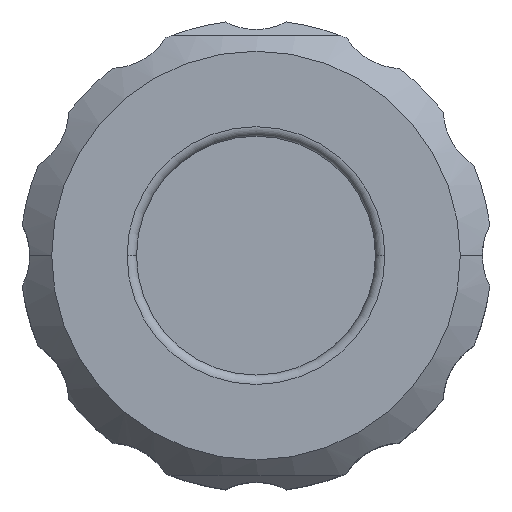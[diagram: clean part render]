
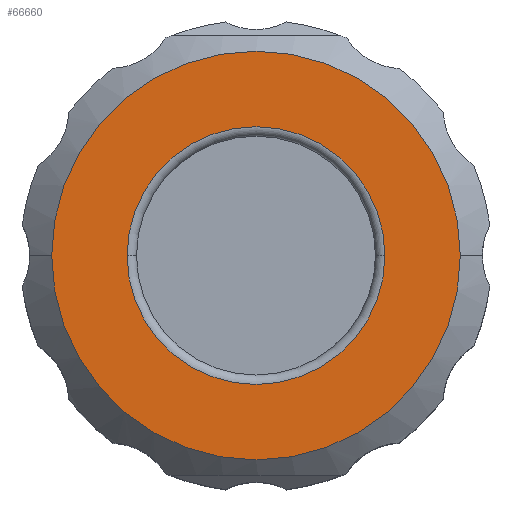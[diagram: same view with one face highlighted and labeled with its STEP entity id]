
A CAD part, top view. The second image highlights one B-rep face of the part: STEP entity #66660.
In plain terms, the highlighted planar face has unit normal (0, 0, 1).
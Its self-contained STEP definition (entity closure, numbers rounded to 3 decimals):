
#60700=CARTESIAN_POINT('',(18.631,-9.847,46.85));
#60710=VERTEX_POINT('',#60700);
#66270=CARTESIAN_POINT('',(31.631,-9.847,46.85));
#66280=VERTEX_POINT('',#66270);
#66310=CARTESIAN_POINT('',(25.131,-9.847,46.85));
#66320=DIRECTION('',(0.,0.,-1.));
#66330=DIRECTION('',(-1.,0.,0.));
#66340=AXIS2_PLACEMENT_3D('',#66310,#66320,#66330);
#66350=CIRCLE('',#66340,6.5);
#66360=EDGE_CURVE('',#60710,#66280,#66350,.T.);
#66410=CARTESIAN_POINT('',(-24.869,37.153,46.85));
#66420=DIRECTION('',(0.,-0.,-1.));
#66430=DIRECTION('',(1.,0.,-0.));
#66440=AXIS2_PLACEMENT_3D('',#66410,#66420,#66430);
#66450=PLANE('',#66440);
#66460=EDGE_CURVE('',#66280,#60710,#66350,.T.);
#66470=ORIENTED_EDGE('',*,*,#66460,.F.);
#66480=ORIENTED_EDGE('',*,*,#66360,.F.);
#66490=EDGE_LOOP('',(#66480,#66470));
#66500=FACE_OUTER_BOUND('',#66490,.T.);
#66510=CARTESIAN_POINT('',(25.131,-9.847,46.85));
#66520=DIRECTION('',(0.,0.,-1.));
#66530=DIRECTION('',(-1.,0.,0.));
#66540=AXIS2_PLACEMENT_3D('',#66510,#66520,#66530);
#66550=CIRCLE('',#66540,4.1);
#66560=CARTESIAN_POINT('',(21.031,-9.847,46.85));
#66570=VERTEX_POINT('',#66560);
#66580=CARTESIAN_POINT('',(29.231,-9.847,46.85));
#66590=VERTEX_POINT('',#66580);
#66600=EDGE_CURVE('',#66570,#66590,#66550,.T.);
#66610=ORIENTED_EDGE('',*,*,#66600,.T.);
#66620=EDGE_CURVE('',#66590,#66570,#66550,.T.);
#66630=ORIENTED_EDGE('',*,*,#66620,.T.);
#66640=EDGE_LOOP('',(#66630,#66610));
#66650=FACE_BOUND('',#66640,.T.);
#66660=ADVANCED_FACE('',(#66500,#66650),#66450,.F.);
